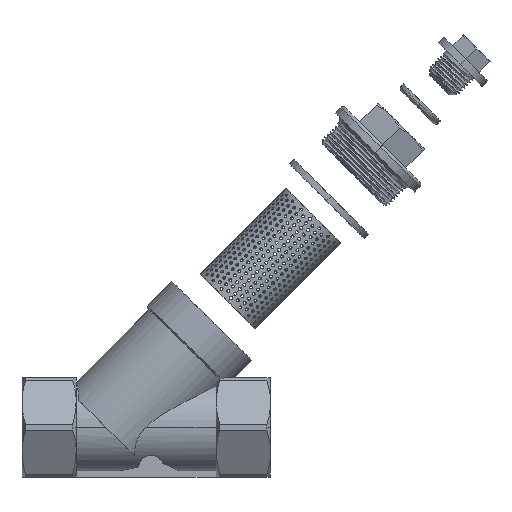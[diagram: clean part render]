
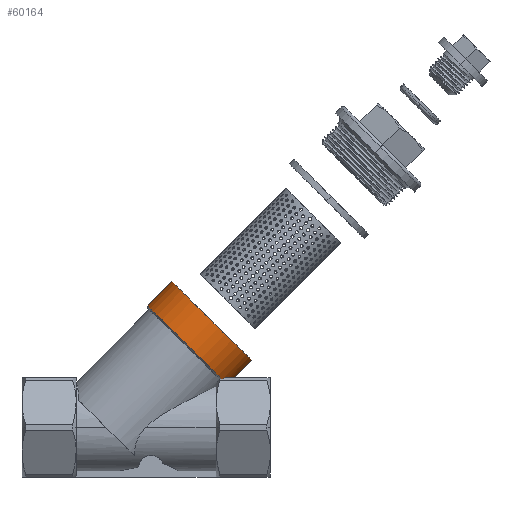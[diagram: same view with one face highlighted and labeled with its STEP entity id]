
A CAD part, top view. The second image highlights one B-rep face of the part: STEP entity #60164.
In plain terms, the highlighted cylindrical face has radius 18 mm (diameter 36 mm), a partial arc.
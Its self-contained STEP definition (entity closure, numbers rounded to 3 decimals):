
#2311 = VERTEX_POINT ( 'NONE', #26945 ) ;
#2333 = VERTEX_POINT ( 'NONE', #26915 ) ;
#2340 = VERTEX_POINT ( 'NONE', #26918 ) ;
#2363 = VERTEX_POINT ( 'NONE', #26993 ) ;
#2377 = VERTEX_POINT ( 'NONE', #26996 ) ;
#2382 = VERTEX_POINT ( 'NONE', #27005 ) ;
#12184 =( BOUNDED_CURVE ( )  B_SPLINE_CURVE ( 3, ( #22601, #22604, #22679, #22677 ),
 .UNSPECIFIED., .F., .F. ) 
 B_SPLINE_CURVE_WITH_KNOTS ( ( 4, 4 ),
 ( 0., 0.475 ),
 .UNSPECIFIED. ) 
 CURVE ( )  GEOMETRIC_REPRESENTATION_ITEM ( )  RATIONAL_B_SPLINE_CURVE ( ( 1., 0.981, 0.981, 1. ) ) 
 REPRESENTATION_ITEM ( '' )  );
#12246 =( BOUNDED_CURVE ( )  B_SPLINE_CURVE ( 3, ( #22769, #22804, #22810, #22828 ),
 .UNSPECIFIED., .F., .F. ) 
 B_SPLINE_CURVE_WITH_KNOTS ( ( 4, 4 ),
 ( 5.069, 5.119 ),
 .UNSPECIFIED. ) 
 CURVE ( )  GEOMETRIC_REPRESENTATION_ITEM ( )  RATIONAL_B_SPLINE_CURVE ( ( 1., 1., 1., 1. ) ) 
 REPRESENTATION_ITEM ( '' )  );
#12744 = ORIENTED_EDGE ( 'NONE', *, *, #95027, .T. ) ;
#12816 = ORIENTED_EDGE ( 'NONE', *, *, #95054, .T. ) ;
#12821 = ORIENTED_EDGE ( 'NONE', *, *, #95026, .T. ) ;
#12836 = ORIENTED_EDGE ( 'NONE', *, *, #95035, .F. ) ;
#12840 = ORIENTED_EDGE ( 'NONE', *, *, #94994, .F. ) ;
#12853 = ORIENTED_EDGE ( 'NONE', *, *, #95052, .F. ) ;
#20779 = CYLINDRICAL_SURFACE ( 'NONE', #94366, 18. ) ;
#20788 = FACE_OUTER_BOUND ( 'NONE', #91273, .T. ) ;
#22267 = DIRECTION ( 'NONE',  ( 0.702, 0.712, 0. ) ) ;
#22300 = DIRECTION ( 'NONE',  ( -0.712, 0.702, 0. ) ) ;
#22310 = CARTESIAN_POINT ( 'NONE',  ( 21.053, 34.302, 0. ) ) ;
#22601 = CARTESIAN_POINT ( 'NONE',  ( 28.29, 16., 0. ) ) ;
#22604 = CARTESIAN_POINT ( 'NONE',  ( 28.29, 16., 2.879 ) ) ;
#22620 = DIRECTION ( 'NONE',  ( 0.702, 0.712, 0. ) ) ;
#22621 = CARTESIAN_POINT ( 'NONE',  ( 25.803, 13.476, 0. ) ) ;
#22639 = DIRECTION ( 'NONE',  ( 0.702, 0.712, 0. ) ) ;
#22664 = CARTESIAN_POINT ( 'NONE',  ( 13.333, 26.466, 0. ) ) ;
#22670 = DIRECTION ( 'NONE',  ( -0.712, 0.702, 0. ) ) ;
#22677 = CARTESIAN_POINT ( 'NONE',  ( 25.488, 16., 8.238 ) ) ;
#22679 = CARTESIAN_POINT ( 'NONE',  ( 27.338, 16., 5.678 ) ) ;
#22769 = CARTESIAN_POINT ( 'NONE',  ( 24.422, 15.539, 9.035 ) ) ;
#22771 = CARTESIAN_POINT ( 'NONE',  ( 0.16, 38.744, 0. ) ) ;
#22799 = DIRECTION ( 'NONE',  ( 0.702, 0.712, 0. ) ) ;
#22804 = CARTESIAN_POINT ( 'NONE',  ( 24.785, 15.691, 8.773 ) ) ;
#22810 = CARTESIAN_POINT ( 'NONE',  ( 25.14, 15.844, 8.507 ) ) ;
#22828 = CARTESIAN_POINT ( 'NONE',  ( 25.488, 16., 8.238 ) ) ;
#26915 = CARTESIAN_POINT ( 'NONE',  ( 33.875, 21.668, 0. ) ) ;
#26918 = CARTESIAN_POINT ( 'NONE',  ( 25.488, 16., 8.238 ) ) ;
#26945 = CARTESIAN_POINT ( 'NONE',  ( 28.29, 16., 0. ) ) ;
#26993 = CARTESIAN_POINT ( 'NONE',  ( 8.232, 46.935, 0. ) ) ;
#26996 = CARTESIAN_POINT ( 'NONE',  ( 24.422, 15.539, 9.035 ) ) ;
#27005 = CARTESIAN_POINT ( 'NONE',  ( 0.511, 39.1, 0. ) ) ;
#37771 = CIRCLE ( 'NONE', #44521, 18. ) ;
#37849 = VECTOR ( 'NONE', #22639, 1000. ) ;
#37868 = LINE ( 'NONE', #22771, #37924 ) ;
#37884 = CIRCLE ( 'NONE', #44525, 18. ) ;
#37901 = LINE ( 'NONE', #22621, #37849 ) ;
#37924 = VECTOR ( 'NONE', #22799, 1000. ) ;
#40913 = DIRECTION ( 'NONE',  ( -0.712, 0.702, 0. ) ) ;
#40941 = DIRECTION ( 'NONE',  ( 0.702, 0.712, 0. ) ) ;
#40953 = CARTESIAN_POINT ( 'NONE',  ( 12.982, 26.11, 0. ) ) ;
#44521 = AXIS2_PLACEMENT_3D ( 'NONE', #22310, #22267, #22300 ) ;
#44525 = AXIS2_PLACEMENT_3D ( 'NONE', #22664, #22620, #22670 ) ;
#60164 = ADVANCED_FACE ( 'NONE', ( #20788 ), #20779, .T. ) ;
#91273 = EDGE_LOOP ( 'NONE', ( #12836, #12744, #12840, #12853, #12821, #12816 ) ) ;
#94366 = AXIS2_PLACEMENT_3D ( 'NONE', #40953, #40941, #40913 ) ;
#94994 = EDGE_CURVE ( 'NONE', #2363, #2333, #37771, .T. ) ;
#95026 = EDGE_CURVE ( 'NONE', #2382, #2377, #37884, .T. ) ;
#95027 = EDGE_CURVE ( 'NONE', #2311, #2333, #37901, .T. ) ;
#95035 = EDGE_CURVE ( 'NONE', #2311, #2340, #12184, .T. ) ;
#95052 = EDGE_CURVE ( 'NONE', #2382, #2363, #37868, .T. ) ;
#95054 = EDGE_CURVE ( 'NONE', #2377, #2340, #12246, .T. ) ;
